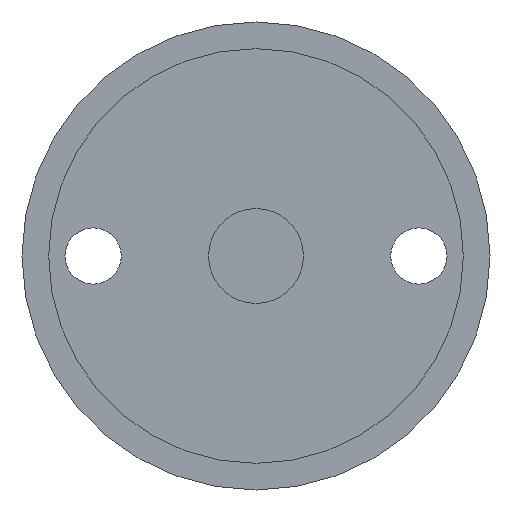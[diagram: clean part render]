
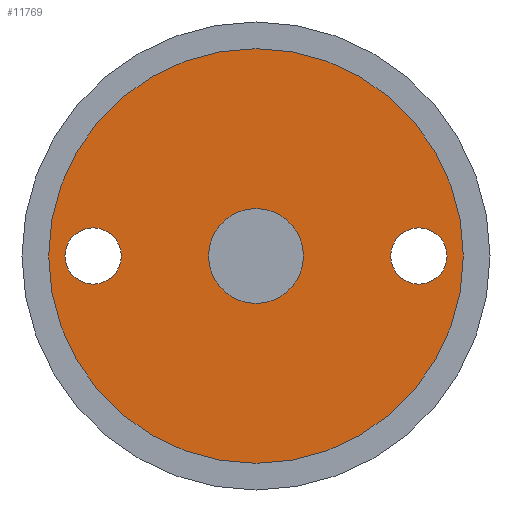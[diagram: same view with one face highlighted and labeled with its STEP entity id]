
A CAD part, front view. The second image highlights one B-rep face of the part: STEP entity #11769.
In plain terms, the highlighted planar face has unit normal (0, -1, 0).
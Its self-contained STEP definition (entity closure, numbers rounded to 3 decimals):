
#65 = CARTESIAN_POINT ( 'NONE',  ( -35., -14.096, 0. ) ) ;
#1192 = EDGE_CURVE ( 'NONE', #6720, #18633, #11409, .T. ) ;
#1331 = CIRCLE ( 'NONE', #15110, 4.75 ) ;
#1454 = VERTEX_POINT ( 'NONE', #13068 ) ;
#2281 = DIRECTION ( 'NONE',  ( 0., 1., 0. ) ) ;
#2615 = CARTESIAN_POINT ( 'NONE',  ( -27.5, -14.096, 0. ) ) ;
#3049 = ORIENTED_EDGE ( 'NONE', *, *, #3983, .T. ) ;
#3079 = CARTESIAN_POINT ( 'NONE',  ( 0., -14.096, 0. ) ) ;
#3638 = EDGE_CURVE ( 'NONE', #12520, #16955, #4574, .T. ) ;
#3943 = CARTESIAN_POINT ( 'NONE',  ( -15., -14.096, 0. ) ) ;
#3983 = EDGE_CURVE ( 'NONE', #16955, #12520, #8511, .T. ) ;
#3991 = EDGE_LOOP ( 'NONE', ( #3049, #4089 ) ) ;
#3992 = AXIS2_PLACEMENT_3D ( 'NONE', #13319, #18172, #18274 ) ;
#4046 = PLANE ( 'NONE',  #11054 ) ;
#4056 = CARTESIAN_POINT ( 'NONE',  ( 27.5, -14.096, 0. ) ) ;
#4089 = ORIENTED_EDGE ( 'NONE', *, *, #3638, .T. ) ;
#4264 = VERTEX_POINT ( 'NONE', #13664 ) ;
#4554 = EDGE_LOOP ( 'NONE', ( #6925, #14991 ) ) ;
#4574 = CIRCLE ( 'NONE', #5271, 8. ) ;
#4658 = AXIS2_PLACEMENT_3D ( 'NONE', #3079, #10991, #11100 ) ;
#5090 = CARTESIAN_POINT ( 'NONE',  ( 32.25, -14.096, 0. ) ) ;
#5271 = AXIS2_PLACEMENT_3D ( 'NONE', #11040, #17574, #14519 ) ;
#5832 = DIRECTION ( 'NONE',  ( 0., -1., 0. ) ) ;
#6147 = EDGE_CURVE ( 'NONE', #18633, #6720, #19124, .T. ) ;
#6720 = VERTEX_POINT ( 'NONE', #9970 ) ;
#6817 = AXIS2_PLACEMENT_3D ( 'NONE', #20630, #15578, #20422 ) ;
#6925 = ORIENTED_EDGE ( 'NONE', *, *, #8942, .T. ) ;
#7425 = FACE_BOUND ( 'NONE', #3991, .T. ) ;
#7724 = CIRCLE ( 'NONE', #19495, 4.75 ) ;
#8511 = CIRCLE ( 'NONE', #6817, 8. ) ;
#8739 = CARTESIAN_POINT ( 'NONE',  ( 0., -14.096, 0. ) ) ;
#8902 = ORIENTED_EDGE ( 'NONE', *, *, #1192, .T. ) ;
#8942 = EDGE_CURVE ( 'NONE', #4264, #16229, #7724, .T. ) ;
#9133 = DIRECTION ( 'NONE',  ( 0., 1., 0. ) ) ;
#9224 = ORIENTED_EDGE ( 'NONE', *, *, #17571, .T. ) ;
#9501 = ORIENTED_EDGE ( 'NONE', *, *, #6147, .T. ) ;
#9970 = CARTESIAN_POINT ( 'NONE',  ( 22.75, -14.096, 0. ) ) ;
#10288 = CARTESIAN_POINT ( 'NONE',  ( 8., -14.096, 0. ) ) ;
#10374 = FACE_BOUND ( 'NONE', #17721, .T. ) ;
#10991 = DIRECTION ( 'NONE',  ( 0., -1., 0. ) ) ;
#11040 = CARTESIAN_POINT ( 'NONE',  ( 0., -14.096, 0. ) ) ;
#11054 = AXIS2_PLACEMENT_3D ( 'NONE', #3943, #5832, #18685 ) ;
#11100 = DIRECTION ( 'NONE',  ( 1., 0., 0. ) ) ;
#11409 = CIRCLE ( 'NONE', #14083, 4.75 ) ;
#11769 = ADVANCED_FACE ( 'NONE', ( #13737, #7425, #10374, #18382 ), #4046, .T. ) ;
#11786 = EDGE_CURVE ( 'NONE', #1454, #18217, #17434, .T. ) ;
#12305 = DIRECTION ( 'NONE',  ( -1., 0., 0. ) ) ;
#12443 = CIRCLE ( 'NONE', #14106, 35. ) ;
#12520 = VERTEX_POINT ( 'NONE', #16698 ) ;
#13065 = DIRECTION ( 'NONE',  ( -1., 0., 0. ) ) ;
#13068 = CARTESIAN_POINT ( 'NONE',  ( 35., -14.096, 0. ) ) ;
#13319 = CARTESIAN_POINT ( 'NONE',  ( 27.5, -14.096, 0. ) ) ;
#13664 = CARTESIAN_POINT ( 'NONE',  ( -32.25, -14.096, 0. ) ) ;
#13737 = FACE_OUTER_BOUND ( 'NONE', #15970, .T. ) ;
#14083 = AXIS2_PLACEMENT_3D ( 'NONE', #4056, #2281, #18497 ) ;
#14106 = AXIS2_PLACEMENT_3D ( 'NONE', #8739, #20091, #20202 ) ;
#14519 = DIRECTION ( 'NONE',  ( 1., 0., 0. ) ) ;
#14659 = CARTESIAN_POINT ( 'NONE',  ( -22.75, -14.096, 0. ) ) ;
#14747 = CARTESIAN_POINT ( 'NONE',  ( -27.5, -14.096, 0. ) ) ;
#14991 = ORIENTED_EDGE ( 'NONE', *, *, #17471, .T. ) ;
#15110 = AXIS2_PLACEMENT_3D ( 'NONE', #14747, #19590, #13065 ) ;
#15388 = ORIENTED_EDGE ( 'NONE', *, *, #11786, .T. ) ;
#15578 = DIRECTION ( 'NONE',  ( 0., 1., 0. ) ) ;
#15970 = EDGE_LOOP ( 'NONE', ( #15388, #9224 ) ) ;
#16229 = VERTEX_POINT ( 'NONE', #14659 ) ;
#16698 = CARTESIAN_POINT ( 'NONE',  ( -8., -14.096, 0. ) ) ;
#16955 = VERTEX_POINT ( 'NONE', #10288 ) ;
#17434 = CIRCLE ( 'NONE', #4658, 35. ) ;
#17471 = EDGE_CURVE ( 'NONE', #16229, #4264, #1331, .T. ) ;
#17571 = EDGE_CURVE ( 'NONE', #18217, #1454, #12443, .T. ) ;
#17574 = DIRECTION ( 'NONE',  ( 0., 1., 0. ) ) ;
#17721 = EDGE_LOOP ( 'NONE', ( #8902, #9501 ) ) ;
#18172 = DIRECTION ( 'NONE',  ( 0., 1., 0. ) ) ;
#18217 = VERTEX_POINT ( 'NONE', #65 ) ;
#18274 = DIRECTION ( 'NONE',  ( -1., 0., 0. ) ) ;
#18382 = FACE_BOUND ( 'NONE', #4554, .T. ) ;
#18497 = DIRECTION ( 'NONE',  ( -1., 0., 0. ) ) ;
#18633 = VERTEX_POINT ( 'NONE', #5090 ) ;
#18685 = DIRECTION ( 'NONE',  ( 1., 0., 0. ) ) ;
#19124 = CIRCLE ( 'NONE', #3992, 4.75 ) ;
#19495 = AXIS2_PLACEMENT_3D ( 'NONE', #2615, #9133, #12305 ) ;
#19590 = DIRECTION ( 'NONE',  ( 0., 1., 0. ) ) ;
#20091 = DIRECTION ( 'NONE',  ( 0., -1., 0. ) ) ;
#20202 = DIRECTION ( 'NONE',  ( 1., 0., 0. ) ) ;
#20422 = DIRECTION ( 'NONE',  ( 1., 0., 0. ) ) ;
#20630 = CARTESIAN_POINT ( 'NONE',  ( 0., -14.096, 0. ) ) ;
